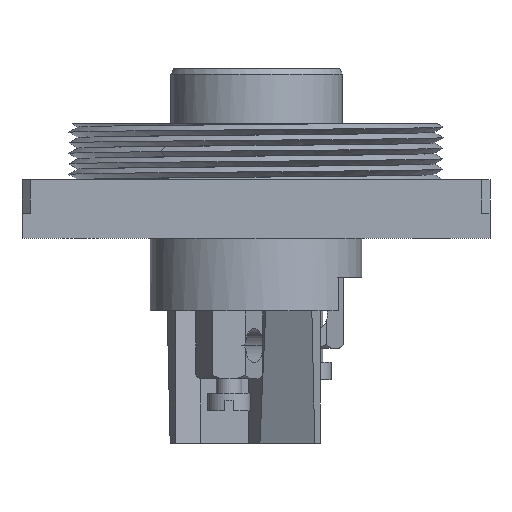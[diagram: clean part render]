
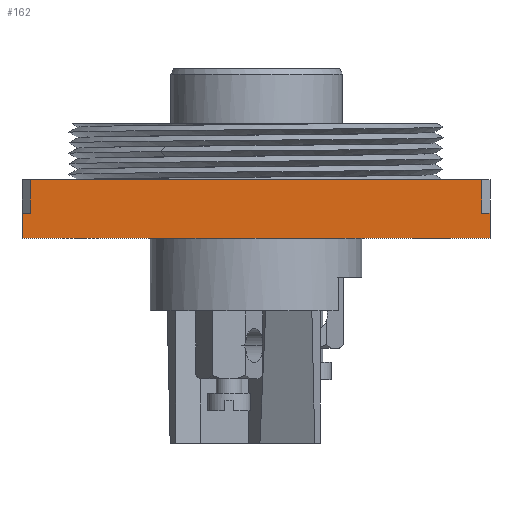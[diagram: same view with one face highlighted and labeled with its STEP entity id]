
A CAD part, left-side view. The second image highlights one B-rep face of the part: STEP entity #162.
In plain terms, the highlighted planar face has unit normal (-1, 0, 0).
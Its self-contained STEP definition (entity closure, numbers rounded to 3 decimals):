
#162=ADVANCED_FACE('',(#588),#589,.T.);
#588=FACE_OUTER_BOUND('',#2826,.T.);
#589=PLANE('',#2827);
#2826=EDGE_LOOP('',(#4591,#4592,#4593,#4594,#4595,#4596,#4597,#4598));
#2827=AXIS2_PLACEMENT_3D('',#4599,#4600,#4601);
#4591=ORIENTED_EDGE('',*,*,#6760,.F.);
#4592=ORIENTED_EDGE('',*,*,#6770,.F.);
#4593=ORIENTED_EDGE('',*,*,#6771,.F.);
#4594=ORIENTED_EDGE('',*,*,#6772,.F.);
#4595=ORIENTED_EDGE('',*,*,#6773,.T.);
#4596=ORIENTED_EDGE('',*,*,#6774,.T.);
#4597=ORIENTED_EDGE('',*,*,#6775,.F.);
#4598=ORIENTED_EDGE('',*,*,#6776,.T.);
#4599=CARTESIAN_POINT('',(-22.225,21.435,-3.17));
#4600=DIRECTION('',(-1.0,0.0,0.0));
#4601=DIRECTION('',(0.0,0.0,1.0));
#6760=EDGE_CURVE('',#7824,#7811,#7826,.T.);
#6770=EDGE_CURVE('',#7844,#7824,#7845,.T.);
#6771=EDGE_CURVE('',#7846,#7844,#7847,.T.);
#6772=EDGE_CURVE('',#7848,#7846,#7849,.T.);
#6773=EDGE_CURVE('',#7848,#7850,#7851,.T.);
#6774=EDGE_CURVE('',#7850,#7852,#7853,.T.);
#6775=EDGE_CURVE('',#7854,#7852,#7855,.T.);
#6776=EDGE_CURVE('',#7854,#7811,#7856,.T.);
#7811=VERTEX_POINT('',#12038);
#7824=VERTEX_POINT('',#12057);
#7826=LINE('',#12060,#12061);
#7844=VERTEX_POINT('',#12137);
#7845=LINE('',#12138,#12139);
#7846=VERTEX_POINT('',#12140);
#7847=LINE('',#12141,#12142);
#7848=VERTEX_POINT('',#12143);
#7849=LINE('',#12144,#12145);
#7850=VERTEX_POINT('',#12146);
#7851=LINE('',#12147,#12148);
#7852=VERTEX_POINT('',#12149);
#7853=LINE('',#12150,#12151);
#7854=VERTEX_POINT('',#12152);
#7855=LINE('',#12153,#12154);
#7856=LINE('',#12155,#12156);
#12038=CARTESIAN_POINT('',(-22.225,-21.435,0.0));
#12057=CARTESIAN_POINT('',(-22.225,21.435,0.0));
#12060=CARTESIAN_POINT('',(-22.225,21.435,0.0));
#12061=VECTOR('',#14482,42.87);
#12137=CARTESIAN_POINT('',(-22.225,21.435,-3.17));
#12138=CARTESIAN_POINT('',(-22.225,21.435,-3.17));
#12139=VECTOR('',#14507,3.17);
#12140=CARTESIAN_POINT('',(-22.225,22.225,-3.17));
#12141=CARTESIAN_POINT('',(-22.225,22.225,-3.17));
#12142=VECTOR('',#14508,0.79);
#12143=CARTESIAN_POINT('',(-22.225,22.225,-5.57));
#12144=CARTESIAN_POINT('',(-22.225,22.225,-5.57));
#12145=VECTOR('',#14509,2.4);
#12146=CARTESIAN_POINT('',(-22.225,-22.225,-5.57));
#12147=CARTESIAN_POINT('',(-22.225,22.225,-5.57));
#12148=VECTOR('',#14510,44.45);
#12149=CARTESIAN_POINT('',(-22.225,-22.225,-3.17));
#12150=CARTESIAN_POINT('',(-22.225,-22.225,-5.57));
#12151=VECTOR('',#14511,2.4);
#12152=CARTESIAN_POINT('',(-22.225,-21.435,-3.17));
#12153=CARTESIAN_POINT('',(-22.225,-21.435,-3.17));
#12154=VECTOR('',#14512,0.79);
#12155=CARTESIAN_POINT('',(-22.225,-21.435,-3.17));
#12156=VECTOR('',#14513,3.17);
#14482=DIRECTION('',(0.0,-1.0,0.0));
#14507=DIRECTION('',(0.0,0.0,1.0));
#14508=DIRECTION('',(0.0,-1.0,0.0));
#14509=DIRECTION('',(0.0,0.0,1.0));
#14510=DIRECTION('',(0.0,-1.0,0.0));
#14511=DIRECTION('',(0.0,0.0,1.0));
#14512=DIRECTION('',(0.0,-1.0,0.0));
#14513=DIRECTION('',(0.0,0.0,1.0));
